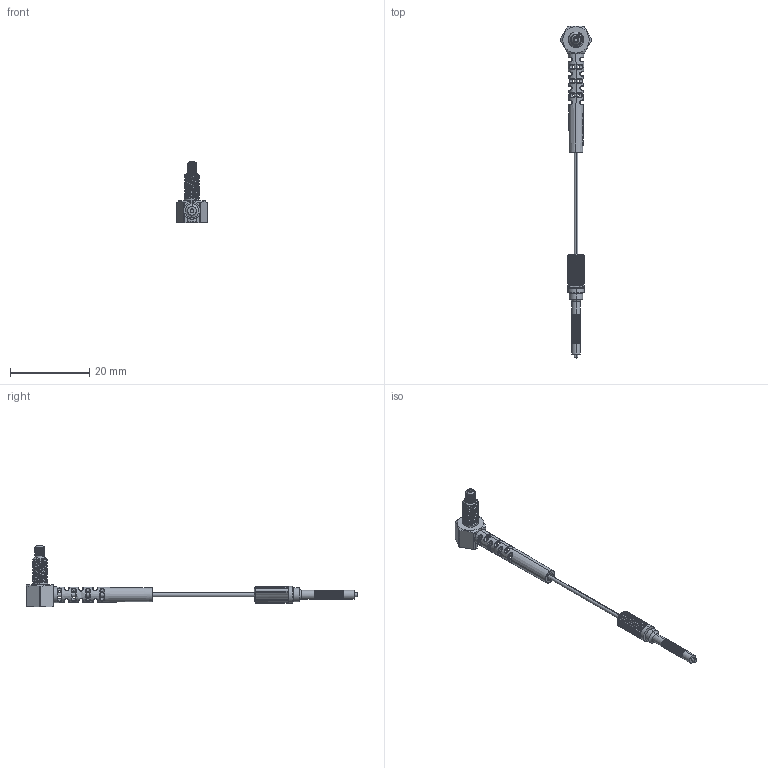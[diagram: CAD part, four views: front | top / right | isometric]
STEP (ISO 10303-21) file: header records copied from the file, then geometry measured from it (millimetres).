
FILE_DESCRIPTION((''),'2;1');
FILE_NAME('PTS4Y10TZ_ASM','2020-06-10T15:02:04',('Administrator'),(''),'CREO PARAMETRIC BY PTC INC, 2018400','CREO PARAMETRIC BY PTC INC, 2018400','');
FILE_SCHEMA(('AUTOMOTIVE_DESIGN { 1 0 10303 214 1 1 1 1 }'));
Length unit declared in the file: millimetre
Products named in the file (6): M4-90_0; 10XIAN_; JW22_10__; PTM3M4-22__; 10-4MMHT__ASM; PTS4Y10TZ_ASM
Assembly tree (5 placements, depth 3):
  PTS4Y10TZ_ASM
    M4-90_0
    10-4MMHT__ASM
      10XIAN_
      JW22_10__
      PTM3M4-22__
Bounding box: 7.99 x 84 x 15.5 mm (x, y, z)
Volume: 599.2 mm3; surface area: 1719.1 mm2
Topology: 5 solids, 5 shells, 635 faces, 1576 edges, 964 vertices
Faces by surface type: cylinder 241, plane 171, torus 110, bspline 89, cone 24
Entity records: 31677 total; most frequent: CARTESIAN_POINT 15301, ORIENTED_EDGE 3152, DIRECTION 3097, EDGE_CURVE 1576, AXIS2_PLACEMENT_3D 1378, VERTEX_POINT 964, CIRCLE 818, EDGE_LOOP 682
